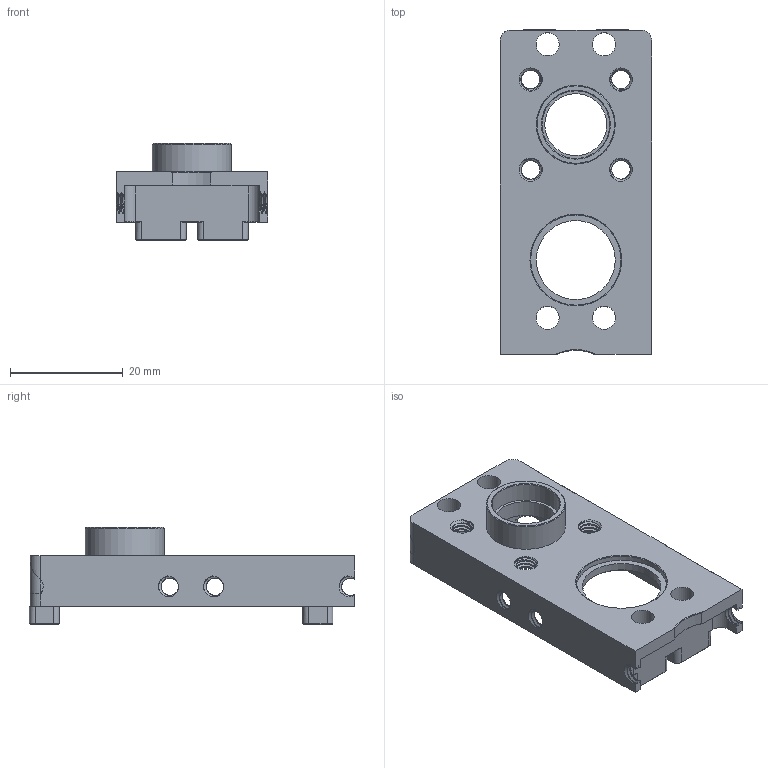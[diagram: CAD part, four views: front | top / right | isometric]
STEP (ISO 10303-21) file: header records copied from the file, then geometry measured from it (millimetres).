
FILE_DESCRIPTION(/* description */ (''),/* implementation_level */ '2;1');
FILE_NAME(/* name */ 'Custom Shooter Shaft Holder.step',/* time_stamp */ '2025-12-01T12:03:07-08:00',/* author */ (''),/* organization */ (''),/* preprocessor_version */ 'ST-DEVELOPER v20.1',/* originating_system */ 'Autodesk Translation Framework v14.21.0.0',/* authorisation */ '');
FILE_SCHEMA (('AUTOMOTIVE_DESIGN { 1 0 10303 214 3 1 1 }'));
Length unit declared in the file: millimetre
Products named in the file (1): Custom Shooter Shaft Holder
Bounding box: 26.82 x 57.65 x 17.2 mm (x, y, z)
Volume: 5809.3 mm3; surface area: 6517.4 mm2
Topology: 1 solids, 1 shells, 287 faces, 790 edges, 508 vertices
Faces by surface type: cylinder 113, plane 80, cone 63, bspline 31
Full cylindrical faces by diameter (mm): 3.091 x4, 3.3 x8, 4 x16, 4.1 x4, 11 x1, 12 x1, 14 x3, 16 x1
Entity records: 16526 total; most frequent: CARTESIAN_POINT 9615, ORIENTED_EDGE 1576, DIRECTION 1263, EDGE_CURVE 788, VERTEX_POINT 507, AXIS2_PLACEMENT_3D 464, LINE 335, VECTOR 335
